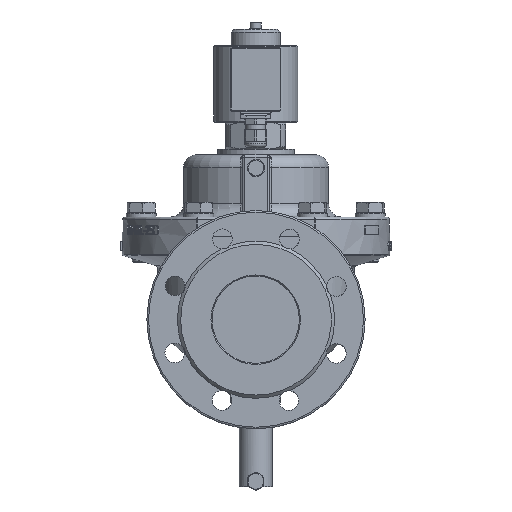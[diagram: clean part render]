
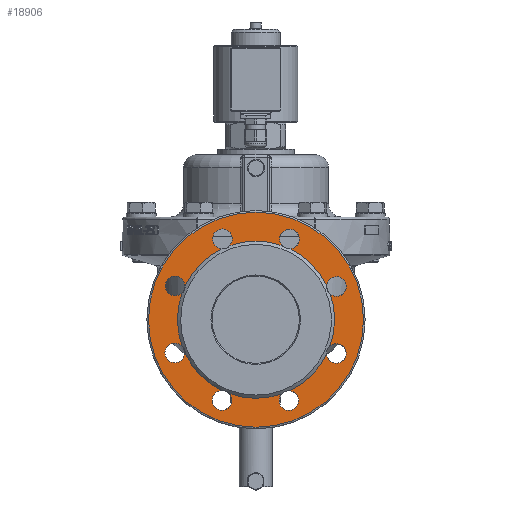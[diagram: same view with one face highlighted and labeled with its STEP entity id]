
A CAD part, front view. The second image highlights one B-rep face of the part: STEP entity #18906.
In plain terms, the highlighted planar face has unit normal (0, -1, 0).
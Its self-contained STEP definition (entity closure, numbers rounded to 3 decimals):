
#4085=FACE_BOUND('',#5633,.T.);
#4086=FACE_BOUND('',#5634,.T.);
#4087=FACE_BOUND('',#5635,.T.);
#4088=FACE_BOUND('',#5636,.T.);
#4422=FACE_OUTER_BOUND('',#5632,.T.);
#5632=EDGE_LOOP('',(#12953));
#5633=EDGE_LOOP('',(#12954));
#5634=EDGE_LOOP('',(#12955));
#5635=EDGE_LOOP('',(#12956));
#5636=EDGE_LOOP('',(#12957,#12958,#12959,#12960,#12961,#12962,#12963,#12964,
#12965,#12966,#12967,#12968,#12969,#12970,#12971,#12972,#12973,#12974,#12975));
#6977=CIRCLE('',#20179,9.);
#6979=CIRCLE('',#20182,9.);
#6981=CIRCLE('',#20185,9.);
#6983=CIRCLE('',#20188,9.);
#6985=CIRCLE('',#20191,9.);
#6987=CIRCLE('',#20194,9.);
#6989=CIRCLE('',#20197,9.);
#6990=CIRCLE('',#20200,9.);
#6991=CIRCLE('',#20202,9.);
#6992=CIRCLE('',#20204,9.);
#6993=CIRCLE('',#20206,98.5);
#6994=CIRCLE('',#20207,9.);
#6995=CIRCLE('',#20208,72.);
#6996=CIRCLE('',#20209,72.);
#6997=CIRCLE('',#20210,72.);
#6998=CIRCLE('',#20211,72.);
#6999=CIRCLE('',#20212,72.);
#7000=CIRCLE('',#20213,9.);
#7001=CIRCLE('',#20214,72.);
#7002=CIRCLE('',#20215,9.);
#7003=CIRCLE('',#20216,72.);
#7004=CIRCLE('',#20217,9.);
#7005=CIRCLE('',#20218,72.);
#7754=VERTEX_POINT('',#26782);
#7755=VERTEX_POINT('',#26783);
#7758=VERTEX_POINT('',#26800);
#7759=VERTEX_POINT('',#26801);
#7762=VERTEX_POINT('',#26812);
#7764=VERTEX_POINT('',#26817);
#7766=VERTEX_POINT('',#26822);
#7768=VERTEX_POINT('',#26827);
#7769=VERTEX_POINT('',#26828);
#7772=VERTEX_POINT('',#26843);
#7773=VERTEX_POINT('',#26844);
#7774=VERTEX_POINT('',#26858);
#7775=VERTEX_POINT('',#26865);
#7776=VERTEX_POINT('',#26878);
#7777=VERTEX_POINT('',#26889);
#7778=VERTEX_POINT('',#26891);
#7779=VERTEX_POINT('',#26892);
#7780=VERTEX_POINT('',#26898);
#7781=VERTEX_POINT('',#26900);
#7782=VERTEX_POINT('',#26902);
#7783=VERTEX_POINT('',#26904);
#7784=VERTEX_POINT('',#26906);
#7785=VERTEX_POINT('',#26908);
#9749=EDGE_CURVE('',#7754,#7755,#6977,.T.);
#9753=EDGE_CURVE('',#7758,#7759,#6979,.T.);
#9757=EDGE_CURVE('',#7762,#7762,#6981,.T.);
#9759=EDGE_CURVE('',#7764,#7764,#6983,.T.);
#9761=EDGE_CURVE('',#7766,#7766,#6985,.T.);
#9763=EDGE_CURVE('',#7768,#7769,#6987,.T.);
#9767=EDGE_CURVE('',#7772,#7773,#6989,.T.);
#9769=EDGE_CURVE('',#7754,#7774,#6990,.T.);
#9771=EDGE_CURVE('',#7758,#7775,#6991,.T.);
#9773=EDGE_CURVE('',#7768,#7776,#6992,.T.);
#9775=EDGE_CURVE('',#7777,#7777,#6993,.T.);
#9776=EDGE_CURVE('',#7778,#7779,#6994,.T.);
#9777=EDGE_CURVE('',#7779,#7772,#6995,.T.);
#9778=EDGE_CURVE('',#7773,#7774,#6996,.T.);
#9779=EDGE_CURVE('',#7755,#7776,#6997,.T.);
#9780=EDGE_CURVE('',#7769,#7775,#6998,.T.);
#9781=EDGE_CURVE('',#7759,#7780,#6999,.T.);
#9782=EDGE_CURVE('',#7781,#7780,#7000,.T.);
#9783=EDGE_CURVE('',#7781,#7782,#7001,.T.);
#9784=EDGE_CURVE('',#7783,#7782,#7002,.T.);
#9785=EDGE_CURVE('',#7783,#7784,#7003,.T.);
#9786=EDGE_CURVE('',#7785,#7784,#7004,.T.);
#9787=EDGE_CURVE('',#7785,#7778,#7005,.T.);
#12953=ORIENTED_EDGE('',*,*,#9775,.F.);
#12954=ORIENTED_EDGE('',*,*,#9761,.T.);
#12955=ORIENTED_EDGE('',*,*,#9759,.T.);
#12956=ORIENTED_EDGE('',*,*,#9757,.T.);
#12957=ORIENTED_EDGE('',*,*,#9776,.T.);
#12958=ORIENTED_EDGE('',*,*,#9777,.T.);
#12959=ORIENTED_EDGE('',*,*,#9767,.T.);
#12960=ORIENTED_EDGE('',*,*,#9778,.T.);
#12961=ORIENTED_EDGE('',*,*,#9769,.F.);
#12962=ORIENTED_EDGE('',*,*,#9749,.T.);
#12963=ORIENTED_EDGE('',*,*,#9779,.T.);
#12964=ORIENTED_EDGE('',*,*,#9773,.F.);
#12965=ORIENTED_EDGE('',*,*,#9763,.T.);
#12966=ORIENTED_EDGE('',*,*,#9780,.T.);
#12967=ORIENTED_EDGE('',*,*,#9771,.F.);
#12968=ORIENTED_EDGE('',*,*,#9753,.T.);
#12969=ORIENTED_EDGE('',*,*,#9781,.T.);
#12970=ORIENTED_EDGE('',*,*,#9782,.F.);
#12971=ORIENTED_EDGE('',*,*,#9783,.T.);
#12972=ORIENTED_EDGE('',*,*,#9784,.F.);
#12973=ORIENTED_EDGE('',*,*,#9785,.T.);
#12974=ORIENTED_EDGE('',*,*,#9786,.F.);
#12975=ORIENTED_EDGE('',*,*,#9787,.T.);
#18359=PLANE('',#20205);
#18906=ADVANCED_FACE('',(#4422,#4085,#4086,#4087,#4088),#18359,.T.);
#20179=AXIS2_PLACEMENT_3D('',#26784,#22129,#22130);
#20182=AXIS2_PLACEMENT_3D('',#26802,#22136,#22137);
#20185=AXIS2_PLACEMENT_3D('',#26813,#22143,#22144);
#20188=AXIS2_PLACEMENT_3D('',#26818,#22149,#22150);
#20191=AXIS2_PLACEMENT_3D('',#26823,#22155,#22156);
#20194=AXIS2_PLACEMENT_3D('',#26829,#22161,#22162);
#20197=AXIS2_PLACEMENT_3D('',#26845,#22168,#22169);
#20200=AXIS2_PLACEMENT_3D('',#26859,#22174,#22175);
#20202=AXIS2_PLACEMENT_3D('',#26866,#22178,#22179);
#20204=AXIS2_PLACEMENT_3D('',#26879,#22182,#22183);
#20205=AXIS2_PLACEMENT_3D('',#26888,#22184,#22185);
#20206=AXIS2_PLACEMENT_3D('',#26890,#22186,#22187);
#20207=AXIS2_PLACEMENT_3D('',#26893,#22188,#22189);
#20208=AXIS2_PLACEMENT_3D('',#26894,#22190,#22191);
#20209=AXIS2_PLACEMENT_3D('',#26895,#22192,#22193);
#20210=AXIS2_PLACEMENT_3D('',#26896,#22194,#22195);
#20211=AXIS2_PLACEMENT_3D('',#26897,#22196,#22197);
#20212=AXIS2_PLACEMENT_3D('',#26899,#22198,#22199);
#20213=AXIS2_PLACEMENT_3D('',#26901,#22200,#22201);
#20214=AXIS2_PLACEMENT_3D('',#26903,#22202,#22203);
#20215=AXIS2_PLACEMENT_3D('',#26905,#22204,#22205);
#20216=AXIS2_PLACEMENT_3D('',#26907,#22206,#22207);
#20217=AXIS2_PLACEMENT_3D('',#26909,#22208,#22209);
#20218=AXIS2_PLACEMENT_3D('',#26910,#22210,#22211);
#22129=DIRECTION('center_axis',(0.,1.,0.));
#22130=DIRECTION('ref_axis',(-1.,0.,0.));
#22136=DIRECTION('center_axis',(0.,1.,0.));
#22137=DIRECTION('ref_axis',(-1.,0.,0.));
#22143=DIRECTION('center_axis',(0.,1.,0.));
#22144=DIRECTION('ref_axis',(-1.,0.,0.));
#22149=DIRECTION('center_axis',(0.,1.,0.));
#22150=DIRECTION('ref_axis',(-1.,0.,0.));
#22155=DIRECTION('center_axis',(0.,1.,0.));
#22156=DIRECTION('ref_axis',(-1.,0.,0.));
#22161=DIRECTION('center_axis',(0.,1.,0.));
#22162=DIRECTION('ref_axis',(-1.,0.,0.));
#22168=DIRECTION('center_axis',(0.,1.,0.));
#22169=DIRECTION('ref_axis',(-1.,0.,0.));
#22174=DIRECTION('center_axis',(0.,1.,0.));
#22175=DIRECTION('ref_axis',(1.,0.,0.));
#22178=DIRECTION('center_axis',(0.,1.,0.));
#22179=DIRECTION('ref_axis',(1.,0.,0.));
#22182=DIRECTION('center_axis',(0.,1.,0.));
#22183=DIRECTION('ref_axis',(1.,0.,0.));
#22184=DIRECTION('center_axis',(0.,-1.,0.));
#22185=DIRECTION('ref_axis',(0.,0.,-1.));
#22186=DIRECTION('center_axis',(0.,1.,0.));
#22187=DIRECTION('ref_axis',(1.,0.,0.));
#22188=DIRECTION('center_axis',(0.,1.,0.));
#22189=DIRECTION('ref_axis',(-1.,0.,0.));
#22190=DIRECTION('center_axis',(0.,1.,0.));
#22191=DIRECTION('ref_axis',(1.,0.,0.));
#22192=DIRECTION('center_axis',(0.,1.,0.));
#22193=DIRECTION('ref_axis',(1.,0.,0.));
#22194=DIRECTION('center_axis',(0.,1.,0.));
#22195=DIRECTION('ref_axis',(1.,0.,0.));
#22196=DIRECTION('center_axis',(0.,1.,0.));
#22197=DIRECTION('ref_axis',(1.,0.,0.));
#22198=DIRECTION('center_axis',(0.,1.,0.));
#22199=DIRECTION('ref_axis',(1.,0.,0.));
#22200=DIRECTION('center_axis',(0.,1.,0.));
#22201=DIRECTION('ref_axis',(1.,0.,0.));
#22202=DIRECTION('center_axis',(0.,1.,0.));
#22203=DIRECTION('ref_axis',(1.,0.,0.));
#22204=DIRECTION('center_axis',(0.,1.,0.));
#22205=DIRECTION('ref_axis',(1.,0.,0.));
#22206=DIRECTION('center_axis',(0.,1.,0.));
#22207=DIRECTION('ref_axis',(1.,0.,0.));
#22208=DIRECTION('center_axis',(0.,1.,0.));
#22209=DIRECTION('ref_axis',(1.,0.,0.));
#22210=DIRECTION('center_axis',(0.,1.,0.));
#22211=DIRECTION('ref_axis',(1.,0.,0.));
#26782=CARTESIAN_POINT('',(67.698,-152.,-24.403));
#26783=CARTESIAN_POINT('',(64.945,-152.,-31.702));
#26784=CARTESIAN_POINT('Origin',(73.91,-152.,-30.915));
#26800=CARTESIAN_POINT('',(-30.615,-152.,-64.915));
#26801=CARTESIAN_POINT('',(-30.855,-152.,-64.911));
#26802=CARTESIAN_POINT('Origin',(-30.915,-152.,-73.91));
#26812=CARTESIAN_POINT('',(-64.91,-152.,30.915));
#26813=CARTESIAN_POINT('Origin',(-73.91,-152.,30.915));
#26817=CARTESIAN_POINT('',(-21.402,-152.,74.123));
#26818=CARTESIAN_POINT('Origin',(-30.402,-152.,74.123));
#26822=CARTESIAN_POINT('',(-65.123,-152.,-30.402));
#26823=CARTESIAN_POINT('Origin',(-74.123,-152.,-30.402));
#26827=CARTESIAN_POINT('',(27.216,-152.,-65.705));
#26828=CARTESIAN_POINT('',(23.732,-152.,-68.08));
#26829=CARTESIAN_POINT('Origin',(30.402,-152.,-74.123));
#26843=CARTESIAN_POINT('',(65.163,-152.,31.254));
#26844=CARTESIAN_POINT('',(68.361,-152.,23.488));
#26845=CARTESIAN_POINT('Origin',(74.123,-152.,30.402));
#26858=CARTESIAN_POINT('',(68.218,-152.,-23.9));
#26859=CARTESIAN_POINT('Origin',(74.21,-152.,-30.615));
#26865=CARTESIAN_POINT('',(-23.6,-152.,-67.917));
#26866=CARTESIAN_POINT('Origin',(-30.315,-152.,-73.91));
#26878=CARTESIAN_POINT('',(31.425,-152.,-64.925));
#26879=CARTESIAN_POINT('Origin',(30.915,-152.,-73.91));
#26888=CARTESIAN_POINT('Origin',(0.3,-152.,98.5));
#26889=CARTESIAN_POINT('',(0.3,-152.,98.5));
#26890=CARTESIAN_POINT('Origin',(0.3,-152.,0.));
#26891=CARTESIAN_POINT('',(24.2,-152.,67.917));
#26892=CARTESIAN_POINT('',(31.425,-152.,64.925));
#26893=CARTESIAN_POINT('Origin',(30.915,-152.,73.91));
#26894=CARTESIAN_POINT('Origin',(0.3,-152.,0.));
#26895=CARTESIAN_POINT('Origin',(0.3,-152.,0.));
#26896=CARTESIAN_POINT('Origin',(0.3,-152.,0.));
#26897=CARTESIAN_POINT('Origin',(0.3,-152.,0.));
#26898=CARTESIAN_POINT('',(-64.625,-152.,-31.125));
#26899=CARTESIAN_POINT('Origin',(0.3,-152.,0.));
#26900=CARTESIAN_POINT('',(-67.617,-152.,-23.9));
#26901=CARTESIAN_POINT('Origin',(-73.61,-152.,-30.615));
#26902=CARTESIAN_POINT('',(-67.617,-152.,23.9));
#26903=CARTESIAN_POINT('Origin',(0.3,-152.,0.));
#26904=CARTESIAN_POINT('',(-64.625,-152.,31.125));
#26905=CARTESIAN_POINT('Origin',(-73.61,-152.,30.615));
#26906=CARTESIAN_POINT('',(-30.825,-152.,64.925));
#26907=CARTESIAN_POINT('Origin',(0.3,-152.,0.));
#26908=CARTESIAN_POINT('',(-23.6,-152.,67.917));
#26909=CARTESIAN_POINT('Origin',(-30.315,-152.,73.91));
#26910=CARTESIAN_POINT('Origin',(0.3,-152.,0.));
